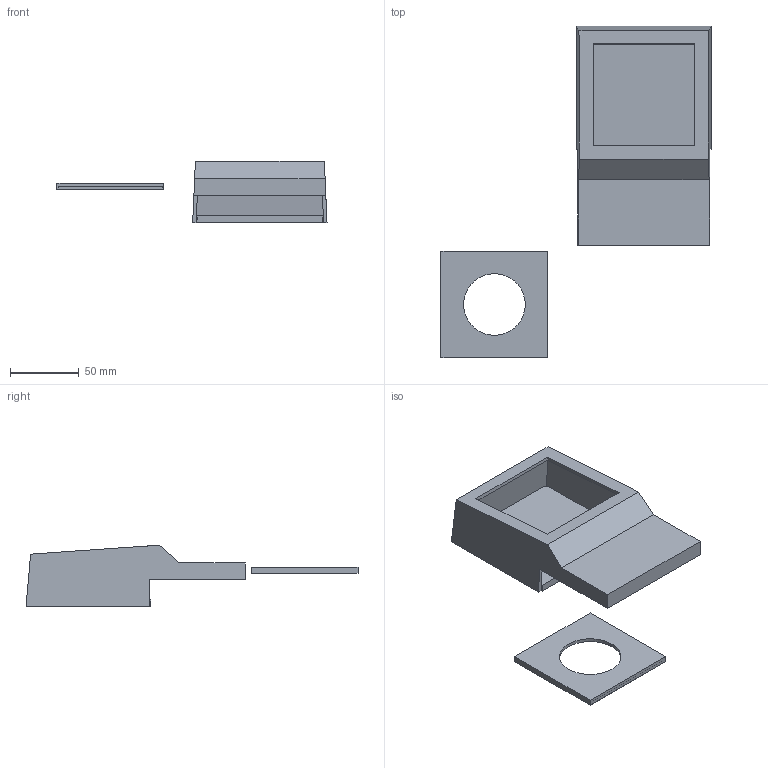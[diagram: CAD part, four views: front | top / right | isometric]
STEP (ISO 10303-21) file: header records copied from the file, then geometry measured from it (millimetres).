
FILE_DESCRIPTION(('CoCreate Modeling STEP Export'),'2;1');
FILE_NAME('6199442_2.stp','2016-08-17T16:50:14',(''),(''),'CoCreate Modeling STEP processor for AP214 (Solid Model)','CoCreate Modeling 16.00B 02-Dec-2008 (C) Parametric Technology GmbH','');
FILE_SCHEMA(('AUTOMOTIVE_DESIGN { 1 0 10303 214 1 1 1 1 }'));
Length unit declared in the file: millimetre
Products named in the file (5): SKL_RD_BLENDE2.1; SKL_RD_OBERTEIL.1; SKL_RD_UNTERTEIL.1
Assembly tree (2 placements, depth 2):
  SKL_RD_BLENDE2.1
    SKL_RD_BLENDE2.1
  SKL_RD_OBERTEIL.1
  SKL_RD_UNTERTEIL.1
    SKL_RD_UNTERTEIL.1
Bounding box: 197 x 242.2 x 45 mm (x, y, z)
Volume: 108388.7 mm3; surface area: 76528.7 mm2
Topology: 3 solids, 3 shells, 43 faces, 110 edges, 74 vertices
Faces by surface type: plane 39, cylinder 2, cone 2
Entity records: 1385 total; most frequent: CARTESIAN_POINT 225, ORIENTED_EDGE 220, DIRECTION 202, EDGE_CURVE 110, VECTOR 100, LINE 100, VERTEX_POINT 74, AXIS2_PLACEMENT_3D 51
